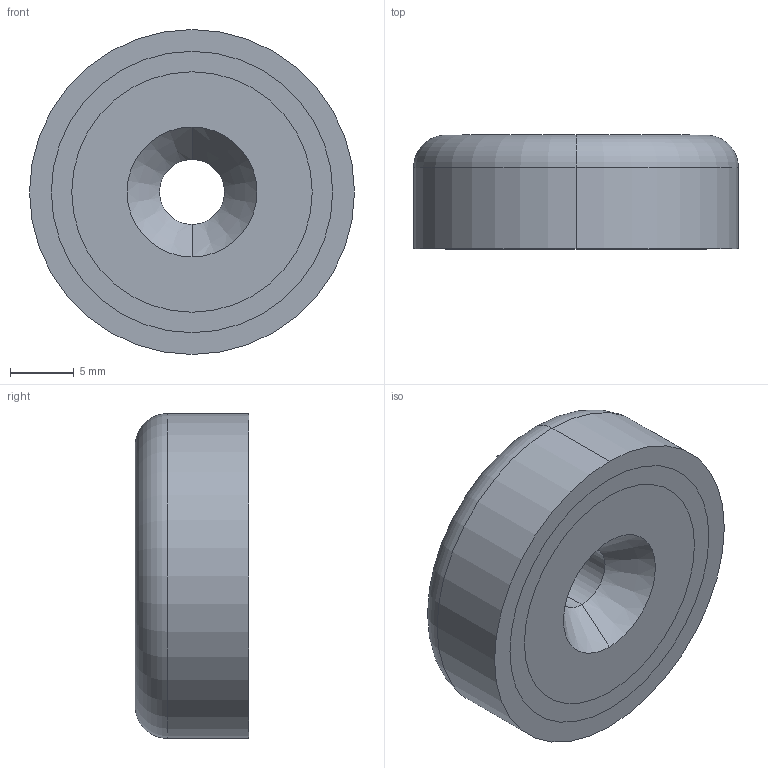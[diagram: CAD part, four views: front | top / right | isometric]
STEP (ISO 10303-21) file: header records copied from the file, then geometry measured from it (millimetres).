
FILE_DESCRIPTION (( 'STEP AP214' ), '1' );
FILE_NAME ('CUPT1000.step', '2012-04-20T20:49:29', ( '' ), ( '' ), 'SwSTEP 2.0', 'SolidWorks 2012', '' );
FILE_SCHEMA (( 'AUTOMOTIVE_DESIGN' ));
Length unit declared in the file: inch
Products named in the file (1): CUPT1000
Bounding box: 25.4 x 8.89 x 25.4 mm (x, y, z)
Volume: 4137.1 mm3; surface area: 4281.6 mm2
Topology: 3 solids, 3 shells, 25 faces, 50 edges, 32 vertices
Faces by surface type: cylinder 14, plane 7, torus 2, cone 2
Entity records: 922 total; most frequent: DIRECTION 136, CARTESIAN_POINT 108, ORIENTED_EDGE 100, AXIS2_PLACEMENT_3D 60, EDGE_CURVE 50, CIRCLE 34, EDGE_LOOP 32, VERTEX_POINT 32
